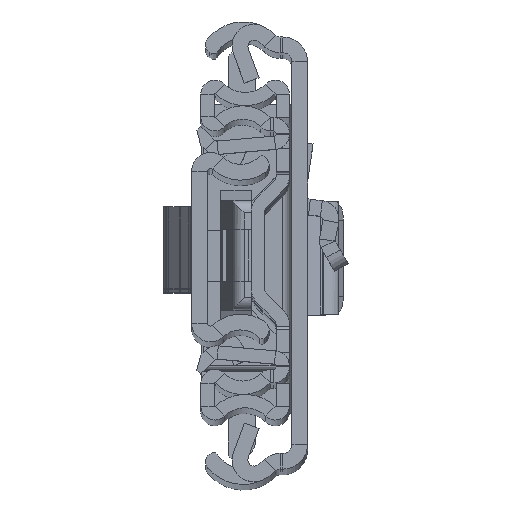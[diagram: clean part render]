
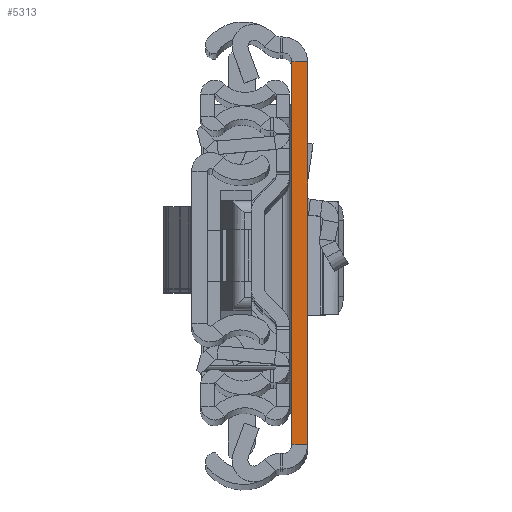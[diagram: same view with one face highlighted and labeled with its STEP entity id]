
A CAD part, top view. The second image highlights one B-rep face of the part: STEP entity #5313.
In plain terms, the highlighted planar face has unit normal (0, 0, 1).
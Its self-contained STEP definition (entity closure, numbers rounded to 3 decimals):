
#1157 = CARTESIAN_POINT ( 'NONE',  ( 2.6, -31.5, 0. ) ) ;
#1539 = DIRECTION ( 'NONE',  ( 1., 0., 0. ) ) ;
#2272 = LINE ( 'NONE', #13661, #16302 ) ;
#2486 = VERTEX_POINT ( 'NONE', #9365 ) ;
#3811 = ORIENTED_EDGE ( 'NONE', *, *, #17445, .T. ) ;
#3861 = DIRECTION ( 'NONE',  ( 0., 1., 0. ) ) ;
#4816 = VECTOR ( 'NONE', #3861, 1000. ) ;
#4841 = EDGE_CURVE ( 'NONE', #12391, #7639, #2272, .T. ) ;
#5006 = CARTESIAN_POINT ( 'NONE',  ( 2.6, 31.5, 0. ) ) ;
#5313 = ADVANCED_FACE ( 'NONE', ( #11525 ), #7208, .F. ) ;
#5417 = ORIENTED_EDGE ( 'NONE', *, *, #16576, .T. ) ;
#5621 = VECTOR ( 'NONE', #11939, 1000. ) ;
#5827 = CARTESIAN_POINT ( 'NONE',  ( 2.6, -31.5, 0. ) ) ;
#6546 = DIRECTION ( 'NONE',  ( 0., 1., 0. ) ) ;
#7011 = EDGE_CURVE ( 'NONE', #7639, #2486, #17774, .T. ) ;
#7208 = PLANE ( 'NONE',  #14218 ) ;
#7454 = CARTESIAN_POINT ( 'NONE',  ( 0., 31.5, 0. ) ) ;
#7639 = VERTEX_POINT ( 'NONE', #7454 ) ;
#8263 = VERTEX_POINT ( 'NONE', #5827 ) ;
#8824 = CARTESIAN_POINT ( 'NONE',  ( 0., -31.5, 0. ) ) ;
#9365 = CARTESIAN_POINT ( 'NONE',  ( 2.6, 31.5, 0. ) ) ;
#10113 = DIRECTION ( 'NONE',  ( 0., 0., -1. ) ) ;
#11336 = CARTESIAN_POINT ( 'NONE',  ( 2.6, -31.5, 0. ) ) ;
#11525 = FACE_OUTER_BOUND ( 'NONE', #14253, .T. ) ;
#11939 = DIRECTION ( 'NONE',  ( 1., 0., 0. ) ) ;
#12391 = VERTEX_POINT ( 'NONE', #8824 ) ;
#12963 = CARTESIAN_POINT ( 'NONE',  ( 2.6, -31.5, 0. ) ) ;
#13661 = CARTESIAN_POINT ( 'NONE',  ( 0., -31.5, 0. ) ) ;
#14061 = ORIENTED_EDGE ( 'NONE', *, *, #4841, .F. ) ;
#14218 = AXIS2_PLACEMENT_3D ( 'NONE', #11336, #10113, #14418 ) ;
#14253 = EDGE_LOOP ( 'NONE', ( #17161, #14061, #5417, #3811 ) ) ;
#14418 = DIRECTION ( 'NONE',  ( 0., 1., 0. ) ) ;
#16302 = VECTOR ( 'NONE', #6546, 1000. ) ;
#16576 = EDGE_CURVE ( 'NONE', #12391, #8263, #17096, .T. ) ;
#16829 = VECTOR ( 'NONE', #1539, 1000. ) ;
#17096 = LINE ( 'NONE', #12963, #16829 ) ;
#17161 = ORIENTED_EDGE ( 'NONE', *, *, #7011, .F. ) ;
#17445 = EDGE_CURVE ( 'NONE', #8263, #2486, #18121, .T. ) ;
#17774 = LINE ( 'NONE', #5006, #5621 ) ;
#18121 = LINE ( 'NONE', #1157, #4816 ) ;
